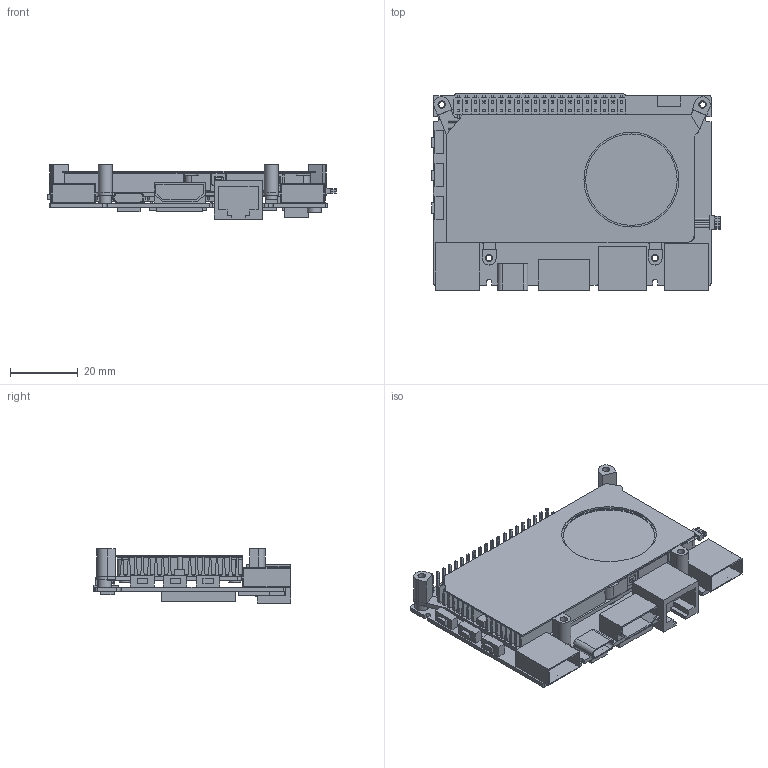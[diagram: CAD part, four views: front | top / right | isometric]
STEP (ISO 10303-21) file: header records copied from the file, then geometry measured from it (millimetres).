
FILE_DESCRIPTION(/* description */ (''),/* implementation_level */ '2;1');
FILE_NAME(/* name */ 'Fan and Heatsink Insulator_v6.step',/* time_stamp */ '2022-05-10T16:50:54+01:00',/* author */ (''),/* organization */ (''),/* preprocessor_version */ 'ST-DEVELOPER v18.1',/* originating_system */ 'Autodesk Translation Framework v10.14.0.1471',/* authorisation */ '');
FILE_SCHEMA (('AUTOMOTIVE_DESIGN { 1 0 10303 214 3 1 1 }'));
Length unit declared in the file: millimetre
Products named in the file (5): Fan and Heatsink Insulator; VIM3 + New VIM Heatsink; VIM3 3D; VIMs_Heatsink_190108 (3); 3705_Cooling_Fan
Assembly tree (4 placements, depth 3):
  Fan and Heatsink Insulator
    VIM3 + New VIM Heatsink
      VIM3 3D
      VIMs_Heatsink_190108 (3)
    3705_Cooling_Fan
Bounding box: 85.25 x 58.23 x 16 mm (x, y, z)
Volume: 24575.9 mm3; surface area: 41079.7 mm2
Topology: 90 solids, 90 shells, 1967 faces, 4839 edges, 3087 vertices
Faces by surface type: plane 1630, cylinder 267, bspline 46, torus 20, cone 2, sphere 2
Full cylindrical faces by diameter (mm): 0.54 x24, 1 x4, 1.2 x4, 1.5 x2, 1.6 x1, 1.7 x6, 1.8 x4, 2.2 x8, 3.2 x3, 3.5 x2, 4 x1, 4.002 x1, 4.2 x1, 27 x1, 28 x1
Entity records: 59674 total; most frequent: CARTESIAN_POINT 12136, ORIENTED_EDGE 9670, DIRECTION 9259, EDGE_CURVE 4835, LINE 4151, VECTOR 4151, VERTEX_POINT 3087, AXIS2_PLACEMENT_3D 2554
